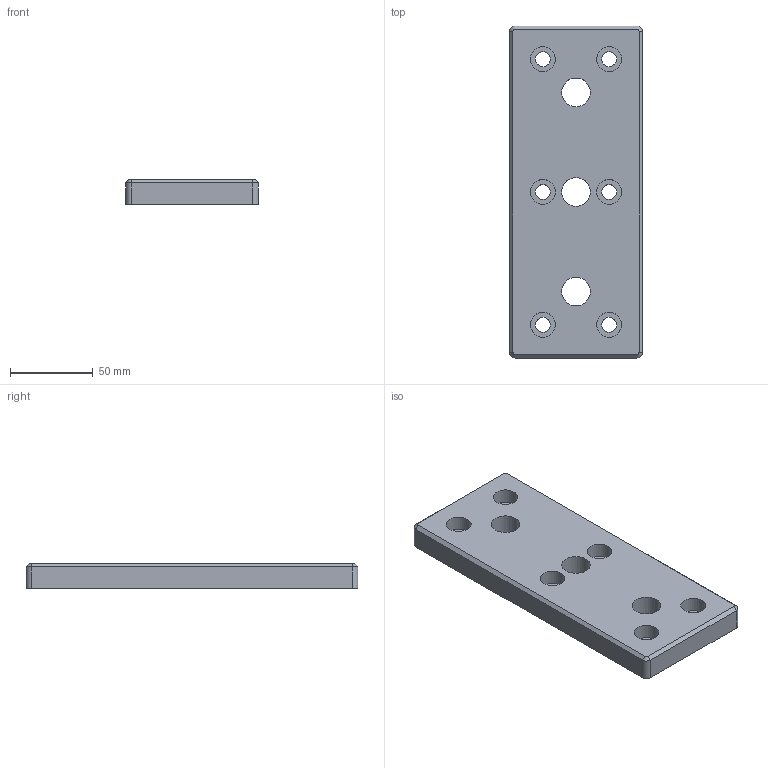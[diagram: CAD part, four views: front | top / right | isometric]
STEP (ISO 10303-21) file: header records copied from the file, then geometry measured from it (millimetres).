
FILE_DESCRIPTION((''),'2;1');
FILE_NAME('SZ0279V.ipt.step','2007-09-11T11:05:23',(''),(''),'Autodesk Inventor 11','Autodesk Inventor 11','');
FILE_SCHEMA(('AUTOMOTIVE_DESIGN { 1 0 10303 214 1 1 1 1 }'));
Length unit declared in the file: millimetre
Products named in the file (1): SZ0279V
Bounding box: 80 x 200 x 15 mm (x, y, z)
Volume: 216343 mm3; surface area: 43467.8 mm2
Topology: 1 solids, 1 shells, 39 faces, 88 edges, 57 vertices
Faces by surface type: bspline 21, plane 10, cone 4, cylinder 4
Entity records: 1256 total; most frequent: CARTESIAN_POINT 437, DIRECTION 150, ORIENTED_EDGE 140, EDGE_LOOP 78, EDGE_CURVE 70, AXIS2_PLACEMENT_3D 61, VERTEX_POINT 54, CIRCLE 42
